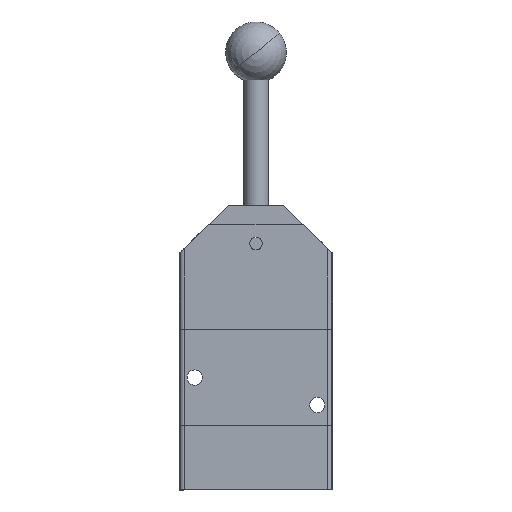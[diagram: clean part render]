
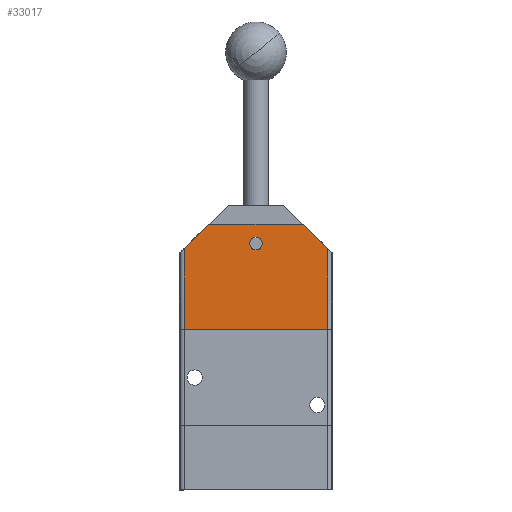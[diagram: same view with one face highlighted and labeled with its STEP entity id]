
A CAD part, front view. The second image highlights one B-rep face of the part: STEP entity #33017.
In plain terms, the highlighted face is planar.
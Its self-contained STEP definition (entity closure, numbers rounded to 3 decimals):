
#31875=CARTESIAN_POINT('',(2.05,15.0,-10.85));
#31876=VERTEX_POINT('',#31875);
#31943=CARTESIAN_POINT('',(-2.05,15.0,-10.85));
#31944=VERTEX_POINT('',#31943);
#31951=CARTESIAN_POINT('',(0.,15.0,-10.85));
#31952=DIRECTION('',(0.0,1.0,0.0));
#31953=DIRECTION('',(1.0,0.0,0.0));
#31954=AXIS2_PLACEMENT_3D('',#31951,#31952,#31953);
#31955=CIRCLE('',#31954,2.05);
#31956=EDGE_CURVE('',#31944,#31876,#31955,.T.);
#32546=CARTESIAN_POINT('',(23.5,15.0,-9.15));
#32547=VERTEX_POINT('',#32546);
#32555=CARTESIAN_POINT('',(23.5,15.0,17.15));
#32556=VERTEX_POINT('',#32555);
#32557=CARTESIAN_POINT('',(23.5,15.0,-9.15));
#32558=DIRECTION('',(0.0,0.0,1.0));
#32559=VECTOR('',#32558,26.3);
#32560=LINE('',#32557,#32559);
#32561=EDGE_CURVE('',#32547,#32556,#32560,.T.);
#32588=CARTESIAN_POINT('',(-23.5,15.0,17.15));
#32589=VERTEX_POINT('',#32588);
#32597=CARTESIAN_POINT('',(-23.5,15.0,-9.15));
#32598=VERTEX_POINT('',#32597);
#32599=CARTESIAN_POINT('',(-23.5,15.0,17.15));
#32600=DIRECTION('',(0.0,0.0,-1.0));
#32601=VECTOR('',#32600,26.3);
#32602=LINE('',#32599,#32601);
#32603=EDGE_CURVE('',#32589,#32598,#32602,.T.);
#32834=CARTESIAN_POINT('',(23.5,15.0,17.15));
#32835=DIRECTION('',(-1.0,0.0,0.0));
#32836=VECTOR('',#32835,47.0);
#32837=LINE('',#32834,#32836);
#32838=EDGE_CURVE('',#32556,#32589,#32837,.T.);
#32975=CARTESIAN_POINT('',(0.0,15.0,1.45));
#32976=DIRECTION('',(0.0,1.0,0.0));
#32977=DIRECTION('',(1.0,0.0,0.0));
#32978=AXIS2_PLACEMENT_3D('',#32975,#32976,#32977);
#32979=PLANE('',#32978);
#32980=ORIENTED_EDGE('',*,*,#32603,.F.);
#32981=ORIENTED_EDGE('',*,*,#32838,.F.);
#32982=ORIENTED_EDGE('',*,*,#32561,.F.);
#32983=CARTESIAN_POINT('',(15.5,15.0,-17.15));
#32984=VERTEX_POINT('',#32983);
#32985=CARTESIAN_POINT('',(15.5,15.0,-17.15));
#32986=DIRECTION('',(0.707,0.0,0.707));
#32987=VECTOR('',#32986,11.314);
#32988=LINE('',#32985,#32987);
#32989=EDGE_CURVE('',#32984,#32547,#32988,.T.);
#32990=ORIENTED_EDGE('',*,*,#32989,.F.);
#32991=CARTESIAN_POINT('',(-15.5,15.0,-17.15));
#32992=VERTEX_POINT('',#32991);
#32993=CARTESIAN_POINT('',(-15.5,15.0,-17.15));
#32994=DIRECTION('',(1.0,0.0,0.0));
#32995=VECTOR('',#32994,31.);
#32996=LINE('',#32993,#32995);
#32997=EDGE_CURVE('',#32992,#32984,#32996,.T.);
#32998=ORIENTED_EDGE('',*,*,#32997,.F.);
#32999=CARTESIAN_POINT('',(-23.5,15.0,-9.15));
#33000=DIRECTION('',(0.707,0.0,-0.707));
#33001=VECTOR('',#33000,11.314);
#33002=LINE('',#32999,#33001);
#33003=EDGE_CURVE('',#32598,#32992,#33002,.T.);
#33004=ORIENTED_EDGE('',*,*,#33003,.F.);
#33005=EDGE_LOOP('',(#32980,#32981,#32982,#32990,#32998,#33004));
#33006=FACE_OUTER_BOUND('',#33005,.T.);
#33007=CARTESIAN_POINT('',(0.,15.0,-10.85));
#33008=DIRECTION('',(0.0,1.0,0.0));
#33009=DIRECTION('',(1.0,0.0,0.0));
#33010=AXIS2_PLACEMENT_3D('',#33007,#33008,#33009);
#33011=CIRCLE('',#33010,2.05);
#33012=EDGE_CURVE('',#31876,#31944,#33011,.T.);
#33013=ORIENTED_EDGE('',*,*,#33012,.F.);
#33014=ORIENTED_EDGE('',*,*,#31956,.F.);
#33015=EDGE_LOOP('',(#33013,#33014));
#33016=FACE_BOUND('',#33015,.T.);
#33017=ADVANCED_FACE('',(#33006,#33016),#32979,.T.);
